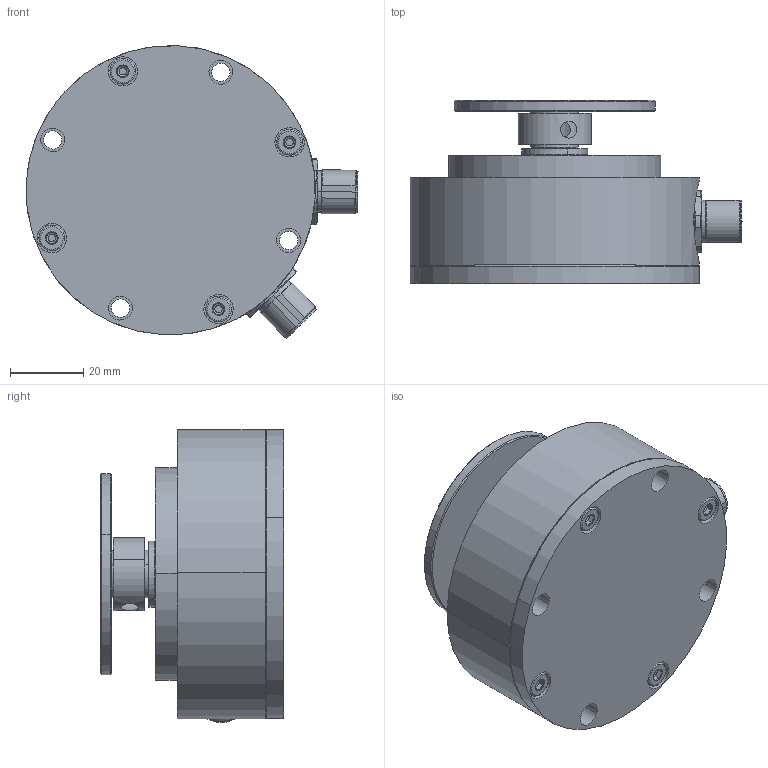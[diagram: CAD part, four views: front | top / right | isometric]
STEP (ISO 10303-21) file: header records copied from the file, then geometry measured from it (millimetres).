
FILE_DESCRIPTION (( 'STEP AP214' ), '1' );
FILE_NAME ('Gehäuse_Code_1_Welle_Code_07_el_Abg_103.STEP', '2012-05-29T12:49:00', ( 'dummy' ), ( '' ), 'SwSTEP 2.0', 'SolidWorks 2011', '' );
FILE_SCHEMA (( 'AUTOMOTIVE_DESIGN' ));
Length unit declared in the file: millimetre
Products named in the file (1): Gehäuse_Code_1_Welle_Code_07_el_Abg_103
Bounding box: 90.65 x 50 x 79.98 mm (x, y, z)
Surface area: 31711.5 mm2 (no closed solid volume)
Topology: 0 solids, 21 shells, 300 faces, 797 edges, 512 vertices
Faces by surface type: cylinder 112, plane 94, cone 68, torus 24, bspline 2
Entity records: 13446 total; most frequent: CARTESIAN_POINT 2622, DIRECTION 1710, ORIENTED_EDGE 1371, EDGE_CURVE 797, AXIS2_PLACEMENT_3D 718, VERTEX_POINT 512, CIRCLE 419, EDGE_LOOP 351
